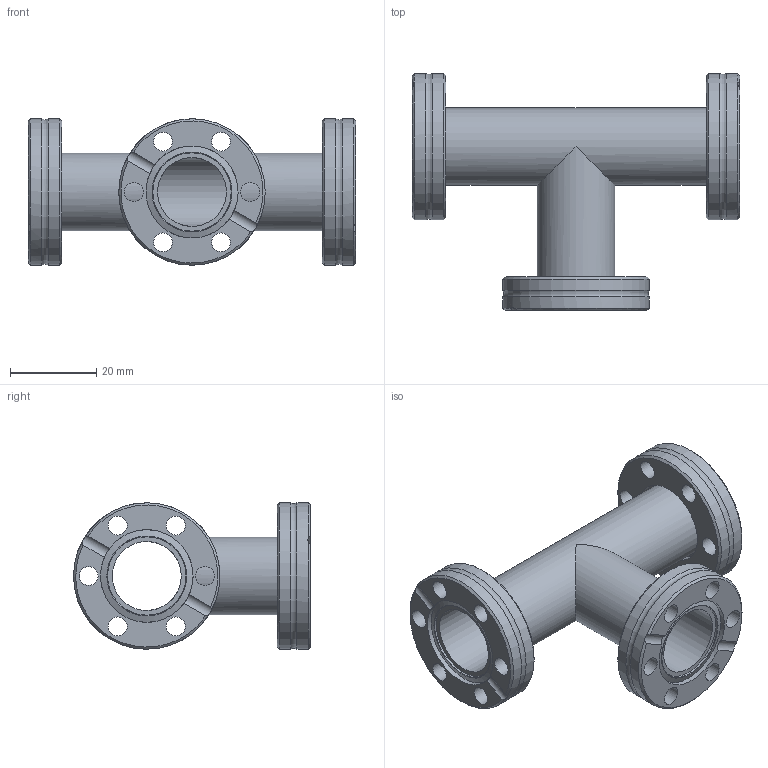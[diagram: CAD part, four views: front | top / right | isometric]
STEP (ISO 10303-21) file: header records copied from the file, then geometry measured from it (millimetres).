
FILE_DESCRIPTION(/* description */ ('STEP AP214'),/* implementation_level */ '2;1');
FILE_NAME(/* name */ 'tee_CF16_MIR1.stp',/* time_stamp */ '2024-11-10T21:54:37+01:00',/* author */ ('Andreas Weber'),/* organization */ (''),/* preprocessor_version */ 'ST-DEVELOPER v19.2',/* originating_system */ 'Autodesk Inventor 2024',/* authorisation */ '');
FILE_SCHEMA (('AUTOMOTIVE_DESIGN { 1 0 10303 214 3 1 1 }'));
Length unit declared in the file: millimetre
Products named in the file (1): tee_CF16_MIR1
Bounding box: 76 x 55 x 34 mm (x, y, z)
Volume: 17748.7 mm3; surface area: 18949.8 mm2
Topology: 1 solids, 3 shells, 88 faces, 222 edges, 145 vertices
Faces by surface type: cylinder 44, plane 19, cone 17, torus 8
Full cylindrical faces by diameter (mm): 4.4 x18, 16 x2, 18 x2, 18.15 x3, 19.2 x2, 21.4 x4, 21.5 x1, 34 x6
Entity records: 3077 total; most frequent: CARTESIAN_POINT 648, DIRECTION 511, ORIENTED_EDGE 444, AXIS2_PLACEMENT_3D 224, EDGE_CURVE 222, VERTEX_POINT 145, EDGE_LOOP 137, CIRCLE 131
